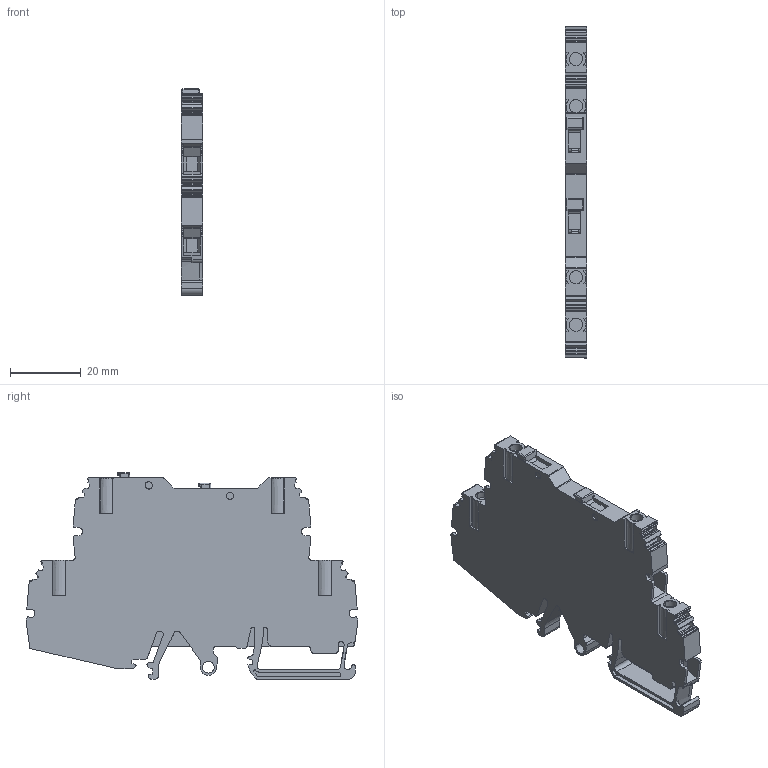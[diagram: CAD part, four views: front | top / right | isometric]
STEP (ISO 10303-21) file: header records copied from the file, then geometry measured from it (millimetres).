
FILE_DESCRIPTION(('CATIA V5 STEP Exchange','CAx-IF Rec.Pracs.--- Model Styling and Organization---1.5--- 2016-08-15','CAx-IF Rec.Pracs.---Supplemental Geometry---1.0---2011-11-01','CAx-IF Rec.Pracs.--- Composite Materials ---1.1---2010-07-15'),'2;1');
FILE_NAME ('D1462491_1', '2024-06-12T06:38:47+00:00', ('none'), ('Weidmueller'), 'CATIA Version 5-6 Release 2022 SP4 HF5', 'CATIA V5 STEP AP214 v3', 'none');
FILE_SCHEMA(('AUTOMOTIVE_DESIGN { 1 0 10303 214 1 1 1 1 }'));
Length unit declared in the file: millimetre
Products named in the file (1): 2456010000_WDTR_2-5_BL
Bounding box: 6.15 x 94 x 58.55 mm (x, y, z)
Volume: 23093.9 mm3; surface area: 12148.1 mm2
Topology: 1 solids, 5 shells, 827 faces, 2521 edges, 1700 vertices
Faces by surface type: plane 409, cylinder 357, extrusion 53, bspline 8
Entity records: 30595 total; most frequent: CARTESIAN_POINT 8428, ORIENTED_EDGE 5034, DIRECTION 3443, EDGE_CURVE 2517, VECTOR 1739, VERTEX_POINT 1700, LINE 1686, AXIS2_PLACEMENT_3D 1058
